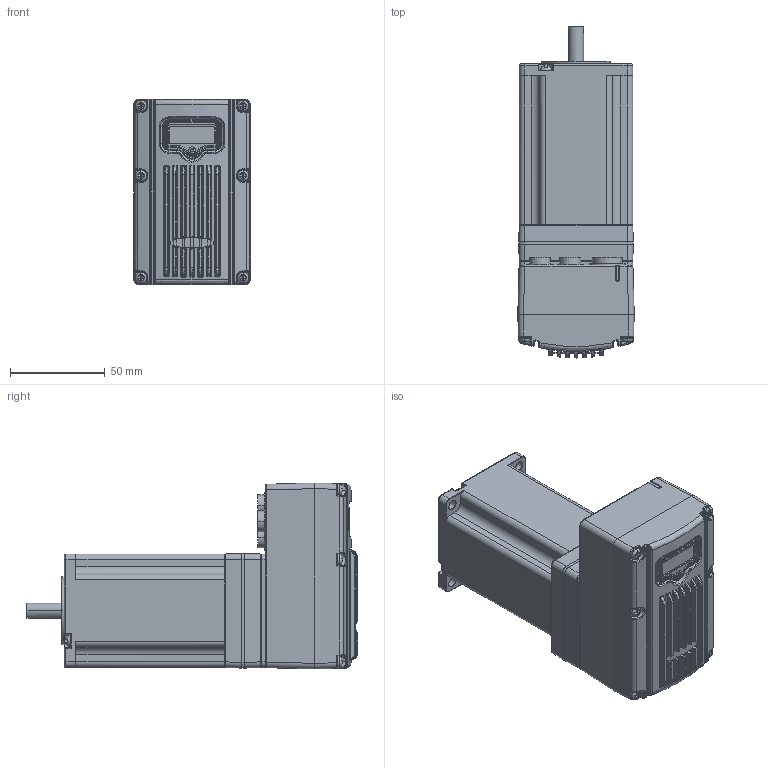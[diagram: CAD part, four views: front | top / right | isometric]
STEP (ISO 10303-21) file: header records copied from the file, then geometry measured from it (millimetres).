
FILE_DESCRIPTION (( 'STEP AP203' ), '1' );
FILE_NAME ('Ezi-SERVO_ALL60L-85.STEP', '2013-12-03T03:11:45', ( '' ), ( '' ), 'SwSTEP 2.0', 'SolidWorks 2012', '' );
FILE_SCHEMA (( 'CONFIG_CONTROL_DESIGN' ));
Products named in the file (35): Ezi-SERVO_ALL60L-85; Ezi-SERVO PR ALL60.1__M3 Encoder Mtg.2; Ezi-SERVO PR ALL60.1__M3 Encoder Mtg.1; Ezi-SERVO PR ALL60.1__M3 Machine Screw C-Encoder Mtg.4; Ezi-SERVO PR ALL60.1__M3 Machine Screw C-Encoder Mtg.3; Ezi-SERVO PR ALL60.1__M3 Machine Screw C-Encoder Mtg.2; Ezi-SERVO PR ALL60.1__M3 Machine Screw C-Encoder Mtg.1; Ezi-SERVO PR ALL60.1__M3 Machine Screw B-Motor Mtg.4; Ezi-SERVO PR ALL60.1__M3 Machine Screw B-Motor Mtg.3; Ezi-SERVO PR ALL60.1__M3 Machine Screw B-Motor Mtg.2; Ezi-SERVO PR ALL60.1__M3 Machine Screw B-Motor Mtg.1; Ezi-SERVO PR ALL60.1__M3 Machine Screw A.2; Ezi-SERVO PR ALL60.1__M3 Machine Screw A.1; Ezi-SERVO PR ALL60.1__Window; Ezi-SERVO PR ALL60.1__Display Cover; Ezi-SERVO PR ALL60.1__Connector Parts.4; Ezi-SERVO PR ALL60.1__Connector Parts.3; Ezi-SERVO PR ALL60.1__Connector Parts.2; Ezi-SERVO PR ALL60.1__Connector Parts.1; Ezi-SERVO PR ALL60.1__Control Pcb Parts; Ezi-SERVO PR ALL60.1__Control Pcb; Ezi-SERVO PR ALL60.1__Power Pcb Parts; Ezi-SERVO PR ALL60.1__Power Pcb; Ezi-SERVO PR ALL60.1__O-Ring Connector.4; Ezi-SERVO PR ALL60.1__O-Ring Connector.3; Ezi-SERVO PR ALL60.1__O-Ring Connector.2; Ezi-SERVO PR ALL60.1__O-Ring Connector.1; Ezi-SERVO PR ALL60.1__O Ring Encoder Cover; Ezi-SERVO PR ALL60.1__Gasket RR Case; Ezi-SERVO PR ALL60.1__O Ring Front Case; Ezi-SERVO PR ALL60.1__Encoder Cover; Ezi-SERVO PR ALL60.1__Name Plate; Ezi-SERVO PR ALL60.1__Case RR; Ezi-SERVO PR ALL60.1__Case FRT; F209
Assembly tree (34 placements, depth 2):
  Ezi-SERVO_ALL60L-85
    F209
    Ezi-SERVO PR ALL60.1__Case FRT
    Ezi-SERVO PR ALL60.1__Case RR
    Ezi-SERVO PR ALL60.1__Name Plate
    Ezi-SERVO PR ALL60.1__Encoder Cover
    Ezi-SERVO PR ALL60.1__O Ring Front Case
    Ezi-SERVO PR ALL60.1__Gasket RR Case
    Ezi-SERVO PR ALL60.1__O Ring Encoder Cover
    Ezi-SERVO PR ALL60.1__O-Ring Connector.1
    Ezi-SERVO PR ALL60.1__O-Ring Connector.2
    Ezi-SERVO PR ALL60.1__O-Ring Connector.3
    Ezi-SERVO PR ALL60.1__O-Ring Connector.4
    Ezi-SERVO PR ALL60.1__Power Pcb
    Ezi-SERVO PR ALL60.1__Power Pcb Parts
    Ezi-SERVO PR ALL60.1__Control Pcb
    Ezi-SERVO PR ALL60.1__Control Pcb Parts
    Ezi-SERVO PR ALL60.1__Connector Parts.1
    Ezi-SERVO PR ALL60.1__Connector Parts.2
    Ezi-SERVO PR ALL60.1__Connector Parts.3
    Ezi-SERVO PR ALL60.1__Connector Parts.4
    Ezi-SERVO PR ALL60.1__Display Cover
    Ezi-SERVO PR ALL60.1__Window
    Ezi-SERVO PR ALL60.1__M3 Machine Screw A.1
    Ezi-SERVO PR ALL60.1__M3 Machine Screw A.2
    Ezi-SERVO PR ALL60.1__M3 Machine Screw B-Motor Mtg.1
    Ezi-SERVO PR ALL60.1__M3 Machine Screw B-Motor Mtg.2
    Ezi-SERVO PR ALL60.1__M3 Machine Screw B-Motor Mtg.3
    Ezi-SERVO PR ALL60.1__M3 Machine Screw B-Motor Mtg.4
    Ezi-SERVO PR ALL60.1__M3 Machine Screw C-Encoder Mtg.1
    Ezi-SERVO PR ALL60.1__M3 Machine Screw C-Encoder Mtg.2
    Ezi-SERVO PR ALL60.1__M3 Machine Screw C-Encoder Mtg.3
    Ezi-SERVO PR ALL60.1__M3 Machine Screw C-Encoder Mtg.4
    Ezi-SERVO PR ALL60.1__M3 Encoder Mtg.1
    Ezi-SERVO PR ALL60.1__M3 Encoder Mtg.2
Bounding box: 61.6 x 175.6 x 98.4 mm (x, y, z)
Volume: 426945 mm3; surface area: 137412.9 mm2
Topology: 34 solids, 34 shells, 2758 faces, 6686 edges, 4071 vertices
Faces by surface type: cylinder 966, plane 698, bspline 464, torus 343, cone 192, sphere 95
Entity records: 129005 total; most frequent: CARTESIAN_POINT 65407, ORIENTED_EDGE 13316, DIRECTION 11126, EDGE_CURVE 6658, AXIS2_PLACEMENT_3D 4450, VERTEX_POINT 4071, EDGE_LOOP 2973, FACE_OUTER_BOUND 2758
